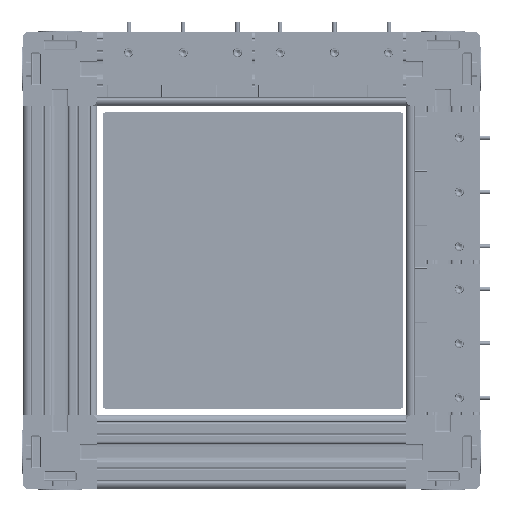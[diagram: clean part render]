
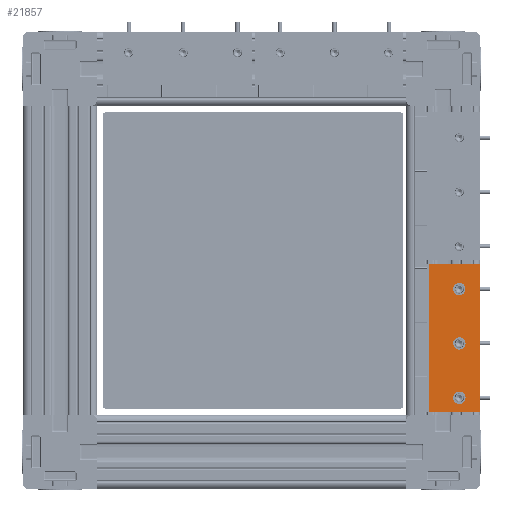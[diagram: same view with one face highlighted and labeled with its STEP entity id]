
A CAD part, front view. The second image highlights one B-rep face of the part: STEP entity #21857.
In plain terms, the highlighted face is planar.
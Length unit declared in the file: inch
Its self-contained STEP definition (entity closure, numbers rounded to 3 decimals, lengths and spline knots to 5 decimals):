
#821=FACE_BOUND('',#3141,.T.);
#822=FACE_BOUND('',#3142,.T.);
#823=FACE_BOUND('',#3143,.T.);
#1811=FACE_OUTER_BOUND('',#3140,.T.);
#3140=EDGE_LOOP('',(#18810,#18811,#18812,#18813));
#3141=EDGE_LOOP('',(#18814));
#3142=EDGE_LOOP('',(#18815));
#3143=EDGE_LOOP('',(#18816));
#5426=LINE('',#37253,#7726);
#5428=LINE('',#37257,#7728);
#5429=LINE('',#37259,#7729);
#5430=LINE('',#37260,#7730);
#7726=VECTOR('',#29085,0.3937);
#7728=VECTOR('',#29089,0.3937);
#7729=VECTOR('',#29090,0.3937);
#7730=VECTOR('',#29091,0.3937);
#8566=CIRCLE('',#23738,0.125);
#8567=CIRCLE('',#23740,0.125);
#8569=CIRCLE('',#23743,0.125);
#10441=VERTEX_POINT('',#37236);
#10442=VERTEX_POINT('',#37240);
#10444=VERTEX_POINT('',#37246);
#10445=VERTEX_POINT('',#37250);
#10446=VERTEX_POINT('',#37252);
#10447=VERTEX_POINT('',#37256);
#10448=VERTEX_POINT('',#37258);
#13300=EDGE_CURVE('',#10441,#10441,#8566,.T.);
#13302=EDGE_CURVE('',#10442,#10442,#8567,.T.);
#13305=EDGE_CURVE('',#10444,#10444,#8569,.T.);
#13307=EDGE_CURVE('',#10446,#10445,#5426,.T.);
#13309=EDGE_CURVE('',#10447,#10446,#5428,.T.);
#13310=EDGE_CURVE('',#10445,#10448,#5429,.T.);
#13311=EDGE_CURVE('',#10448,#10447,#5430,.T.);
#18810=ORIENTED_EDGE('',*,*,#13309,.T.);
#18811=ORIENTED_EDGE('',*,*,#13307,.T.);
#18812=ORIENTED_EDGE('',*,*,#13310,.T.);
#18813=ORIENTED_EDGE('',*,*,#13311,.T.);
#18814=ORIENTED_EDGE('',*,*,#13300,.T.);
#18815=ORIENTED_EDGE('',*,*,#13302,.T.);
#18816=ORIENTED_EDGE('',*,*,#13305,.T.);
#20838=PLANE('',#23745);
#21857=ADVANCED_FACE('',(#1811,#821,#822,#823),#20838,.T.);
#23738=AXIS2_PLACEMENT_3D('',#37238,#29068,#29069);
#23740=AXIS2_PLACEMENT_3D('',#37242,#29073,#29074);
#23743=AXIS2_PLACEMENT_3D('',#37248,#29080,#29081);
#23745=AXIS2_PLACEMENT_3D('',#37255,#29087,#29088);
#29068=DIRECTION('center_axis',(0.,0.,1.));
#29069=DIRECTION('ref_axis',(1.,0.,0.));
#29073=DIRECTION('center_axis',(0.,0.,1.));
#29074=DIRECTION('ref_axis',(1.,0.,0.));
#29080=DIRECTION('center_axis',(0.,0.,1.));
#29081=DIRECTION('ref_axis',(1.,0.,0.));
#29085=DIRECTION('',(1.,0.,0.));
#29087=DIRECTION('center_axis',(0.,0.,-1.));
#29088=DIRECTION('ref_axis',(-1.,0.,0.));
#29089=DIRECTION('',(0.,1.,0.));
#29090=DIRECTION('',(0.,-1.,0.));
#29091=DIRECTION('',(-1.,0.,0.));
#37236=CARTESIAN_POINT('',(0.295,0.2,-1.6875));
#37238=CARTESIAN_POINT('Origin',(0.42,0.2,-1.6875));
#37240=CARTESIAN_POINT('',(0.295,-0.9,-1.6875));
#37242=CARTESIAN_POINT('Origin',(0.42,-0.9,-1.6875));
#37246=CARTESIAN_POINT('',(0.295,-2.,-1.6875));
#37248=CARTESIAN_POINT('Origin',(0.42,-2.,-1.6875));
#37250=CARTESIAN_POINT('',(1.025,0.716,-1.6875));
#37252=CARTESIAN_POINT('',(0.,0.716,-1.6875));
#37253=CARTESIAN_POINT('',(0.,0.716,-1.6875));
#37255=CARTESIAN_POINT('Origin',(0.5125,-0.784,-1.6875));
#37256=CARTESIAN_POINT('',(0.,-2.284,-1.6875));
#37257=CARTESIAN_POINT('',(0.,-2.284,-1.6875));
#37258=CARTESIAN_POINT('',(1.025,-2.284,-1.6875));
#37259=CARTESIAN_POINT('',(1.025,0.716,-1.6875));
#37260=CARTESIAN_POINT('',(1.025,-2.284,-1.6875));
